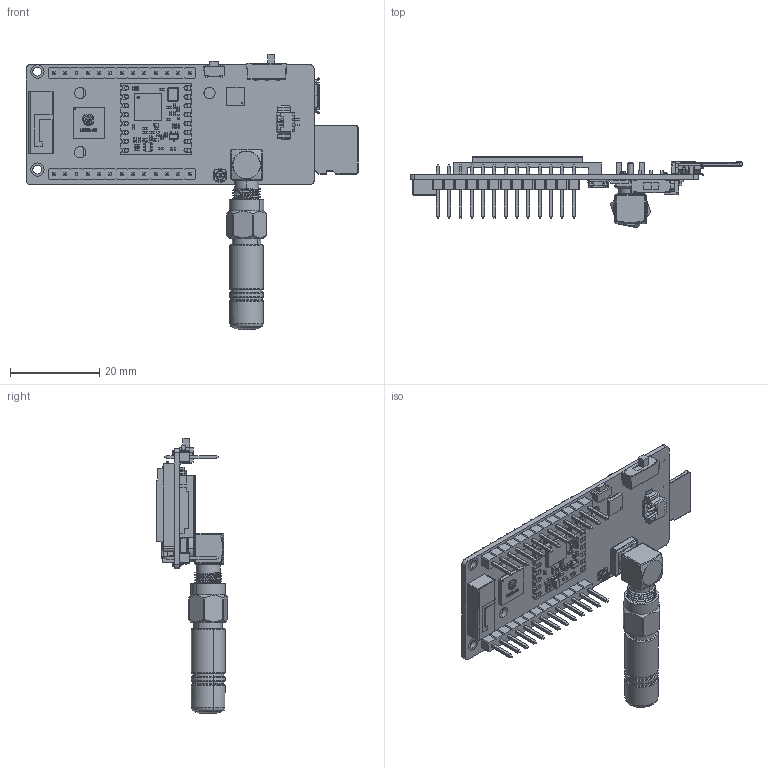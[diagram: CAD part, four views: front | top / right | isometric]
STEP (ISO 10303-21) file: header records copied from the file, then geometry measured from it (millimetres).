
FILE_DESCRIPTION (( 'STEP AP214' ), '1' );
FILE_NAME ('TTGO lora32 T3 v1.6.1 Assem.STEP', '2023-01-08T17:38:03', ( '' ), ( '' ), 'SwSTEP 2.0', 'SolidWorks 2022', '' );
FILE_SCHEMA (( 'AUTOMOTIVE_DESIGN' ));
Length unit declared in the file: millimetre
Products named in the file (37): SOT-363.step; Body.step; CAP ML 0403.step; Micro SD Card_Varsayılan; OLED block; SMA.step; 1040320821.stp; Shell001.step; CAP Ceramic 0403.step; 1TS003B.step; SMA-angled; Inductor SMD 0403.step; Body002.step; QFN 28.step; Body001.step; Micro USB-B Female 5Pin SMD.step; SOT-323.step; 0603 Green.step; antenna block; 532610271.step; RFM95W LoRa.step; ESP32-S3-QFN56-77-44_Défaut; ANT1, PRO-OB-440, M5Stamp-C3; PZ_Switch_SMD; SMD Crystal.step; u.Fl Antenna Connector - 523-A-1JB; RFM95 LoRa v15.step; QFN24(4X4); 13-Pin Header - Male - 2.54mm.step; oled; CAP 0403.step; pcb lora; Wifi_Antenna.step; TTGO lora32 T3 v1.6.1 Assem; 0603 Blue.step; Res 0403.step
Assembly tree (63 placements, depth 4):
  TTGO lora32 T3 v1.6.1 Assem
    pcb lora
    ANT1, PRO-OB-440, M5Stamp-C3
    ESP32-S3-QFN56-77-44_Défaut
    RFM95 LoRa v15.step
      QFN 28.step
      SMD Crystal.step
      CAP 0403.step  x8
      CAP Ceramic 0403.step  x8
      Res 0403.step  x4
      CAP ML 0403.step  x5
      SOT-323.step
      Inductor SMD 0403.step  x5
      SOT-363.step
      RFM95W LoRa.step
    u.Fl Antenna Connector - 523-A-1JB
    SMA-angled
    QFN24(4X4)
    1TS003B.step
    532610271.step
    Micro USB-B Female 5Pin SMD.step
    PZ_Switch_SMD
    13-Pin Header - Male - 2.54mm.step  x2
      13-Pin Header - Male - 2.54mm.step
    antenna block
    OLED block
    oled
    0603 Blue.step  x2
    0603 Green.step
    1040320821.stp
    Wifi_Antenna.step
      SMA.step
        Body.step
        Shell001.step
        Body001.step
      Body002.step
    Micro SD Card_Varsayılan
Bounding box: 74.5 x 15.96 x 61.72 mm (x, y, z)
Volume: 6207.6 mm3; surface area: 12856.9 mm2
Topology: 147 solids, 150 shells, 5999 faces, 15503 edges, 9723 vertices
Faces by surface type: plane 3924, cylinder 1346, bspline 367, sphere 276, torus 58, cone 28
Entity records: 167583 total; most frequent: CARTESIAN_POINT 38276, ORIENTED_EDGE 24042, DIRECTION 21378, EDGE_CURVE 12027, VECTOR 9160, LINE 9160, VERTEX_POINT 7778, AXIS2_PLACEMENT_3D 6109
